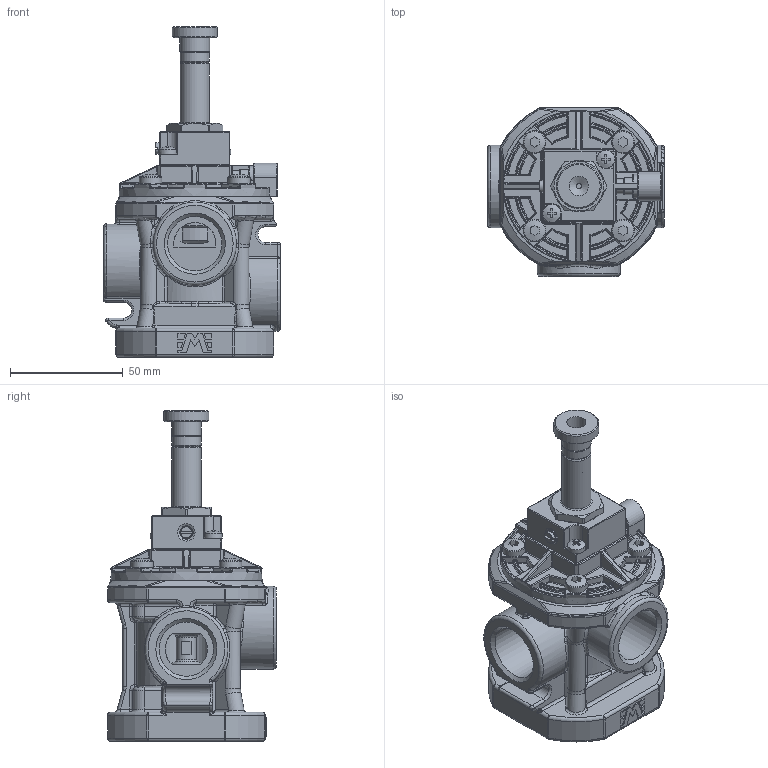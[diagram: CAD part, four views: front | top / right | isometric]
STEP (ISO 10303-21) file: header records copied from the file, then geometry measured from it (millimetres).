
FILE_DESCRIPTION(/* description */ ('Unknown'),/* implementation_level */ '2;1');
FILE_NAME(/* name */ '-MF-G3040S',/* time_stamp */ '2019-05-30T15:44:01+02:00',/* author */ ('Unknown'),/* organization */ ('Unknown'),/* preprocessor_version */ 'ST-DEVELOPER v16.7',/* originating_system */ 'DEX',/* authorisation */ $);
FILE_SCHEMA (('AUTOMOTIVE_DESIGN {1 0 10303 214 3 1 1}'));
Products named in the file (1): Parte1
Bounding box: 78.5 x 75 x 146.9 mm (x, y, z)
Volume: 237292.9 mm3; surface area: 82657.3 mm2
Topology: 2 solids, 2 shells, 2227 faces, 5878 edges, 3476 vertices
Faces by surface type: plane 669, cylinder 649, bspline 293, torus 274, cone 242, sphere 100
Full cylindrical faces by diameter (mm): 2 x2, 2.4 x1, 2.5 x4, 3 x2, 4 x1, 4.134 x1, 4.2 x1, 5 x1, 5.1 x1, 5.8 x1, 6 x2, 6.4 x2, 6.5 x1, 7 x2, 7.5 x1, 8.1 x1, 8.5 x1, 8.564 x1, 8.7 x1, 9 x2, 10 x9, 10.5 x4, 11.4 x1, 11.998 x1, 12 x1, 12.15 x1, 13 x2, 13.154 x1, 14.8 x1, 16 x1
Entity records: 89578 total; most frequent: CARTESIAN_POINT 22966, ORIENTED_EDGE 10944, DIRECTION 10351, EDGE_CURVE 5472, AXIS2_PLACEMENT_3D 4203, VERTEX_POINT 3391, FACE_BOUND 2517, EDGE_LOOP 2515
